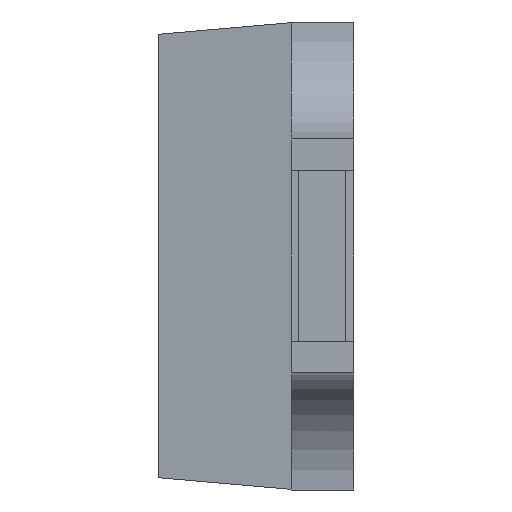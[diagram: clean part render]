
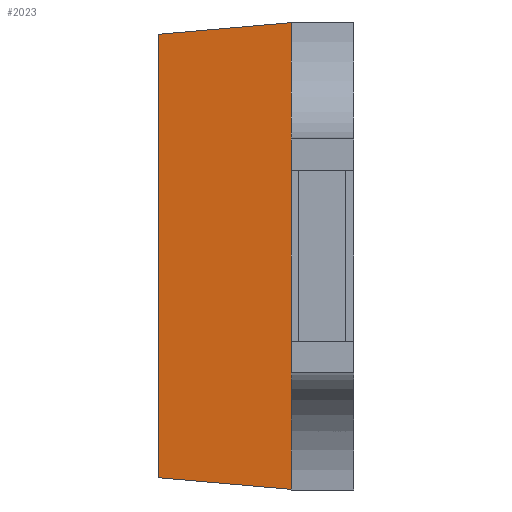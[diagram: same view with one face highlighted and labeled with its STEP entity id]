
A CAD part, left-side view. The second image highlights one B-rep face of the part: STEP entity #2023.
In plain terms, the highlighted planar face has unit normal (-0.996, 0.087, 0).
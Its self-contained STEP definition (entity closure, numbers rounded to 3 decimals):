
#1935=VERTEX_POINT('NONE',#1936);
#1936=CARTESIAN_POINT('',(-0.3,0.03,0.3));
#1942=EDGE_CURVE('NONE',#1935,#1943,#1945,.F.);
#1943=VERTEX_POINT('NONE',#1944);
#1944=CARTESIAN_POINT('',(-0.3,0.03,-0.3));
#1945=LINE('',#1946,#1947);
#1946=CARTESIAN_POINT('',(-0.3,0.03,0.0));
#1947=VECTOR('',#1948,1.0);
#1948=DIRECTION('',(0.0,0.0,1.0));
#2006=VERTEX_POINT('NONE',#2007);
#2007=CARTESIAN_POINT('',(-0.284,0.21,0.284));
#2013=EDGE_CURVE('NONE',#2006,#1935,#2014,.T.);
#2014=LINE('',#2015,#2016);
#2015=CARTESIAN_POINT('',(-0.284,0.21,0.284));
#2016=VECTOR('',#2017,1.0);
#2017=DIRECTION('',(-0.087,-0.992,0.087));
#2023=ADVANCED_FACE('NONE',(#2024),#2042,.T.);
#2024=FACE_BOUND('NONE',#2025,.T.);
#2025=EDGE_LOOP('',(#2026,#2027,#2028,#2036));
#2026=ORIENTED_EDGE('',*,*,#1942,.F.);
#2027=ORIENTED_EDGE('',*,*,#2013,.F.);
#2028=ORIENTED_EDGE('',*,*,#2029,.T.);
#2029=EDGE_CURVE('NONE',#2006,#2030,#2032,.T.);
#2030=VERTEX_POINT('NONE',#2031);
#2031=CARTESIAN_POINT('',(-0.284,0.21,-0.284));
#2032=LINE('',#2033,#2034);
#2033=CARTESIAN_POINT('',(-0.284,0.21,-0.3));
#2034=VECTOR('',#2035,1.0);
#2035=DIRECTION('',(0.0,0.0,-1.0));
#2036=ORIENTED_EDGE('',*,*,#2037,.T.);
#2037=EDGE_CURVE('NONE',#2030,#1943,#2038,.T.);
#2038=LINE('',#2039,#2040);
#2039=CARTESIAN_POINT('',(-0.284,0.21,-0.284));
#2040=VECTOR('',#2041,1.0);
#2041=DIRECTION('',(-0.087,-0.992,-0.087));
#2042=PLANE('',#2043);
#2043=AXIS2_PLACEMENT_3D('',#2044,#2045,#2046);
#2044=CARTESIAN_POINT('',(-0.3,0.03,-0.3));
#2045=DIRECTION('',(-0.996,0.087,0.0));
#2046=DIRECTION('',(-0.087,-0.996,0.0));
